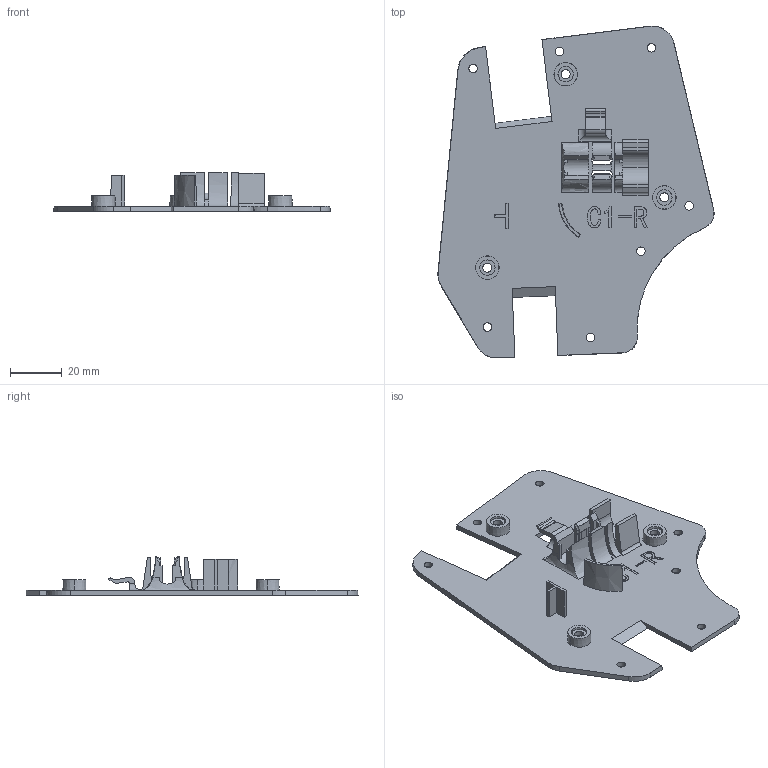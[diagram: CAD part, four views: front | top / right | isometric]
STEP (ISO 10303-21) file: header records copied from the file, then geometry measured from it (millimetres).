
FILE_DESCRIPTION (( 'STEP AP214' ), '1' );
FILE_NAME ('Chest_R_base.STEP', '2017-08-15T07:47:04', ( '' ), ( '' ), 'SwSTEP 2.0', 'SolidWorks 2016', '' );
FILE_SCHEMA (( 'AUTOMOTIVE_DESIGN' ));
Length unit declared in the file: millimetre
Products named in the file (1): Chest_R_base
Bounding box: 107.05 x 128.65 x 15.03 mm (x, y, z)
Volume: 22619.8 mm3; surface area: 23854.2 mm2
Topology: 1 solids, 1 shells, 270 faces, 743 edges, 492 vertices
Faces by surface type: plane 166, cylinder 49, cone 34, bspline 21
Entity records: 11652 total; most frequent: CARTESIAN_POINT 3136, ORIENTED_EDGE 1486, DIRECTION 1283, EDGE_CURVE 743, VERTEX_POINT 492, LINE 489, VECTOR 489, AXIS2_PLACEMENT_3D 397
